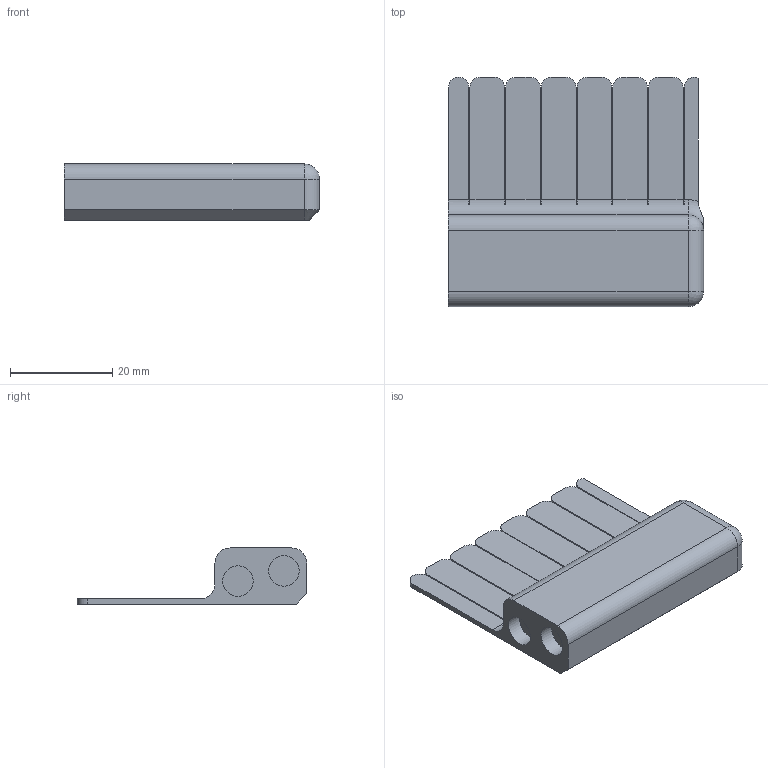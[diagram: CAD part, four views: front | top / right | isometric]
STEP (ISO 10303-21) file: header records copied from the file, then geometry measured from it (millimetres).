
FILE_DESCRIPTION(/* description */ (''),/* implementation_level */ '2;1');
FILE_NAME(/* name */ 'hair-clip.stp',/* time_stamp */ '2024-11-26T13:47:45Z',/* author */ ('iwheard'),/* organization */ (''),/* preprocessor_version */ 'ST-DEVELOPER v19',/* originating_system */ 'Autodesk Inventor 2023',/* authorisation */ '');
FILE_SCHEMA (('AUTOMOTIVE_DESIGN { 1 0 10303 214 3 1 1 }'));
Length unit declared in the file: millimetre
Products named in the file (1): hair-clip
Bounding box: 50 x 45 x 11 mm (x, y, z)
Volume: 10698.5 mm3; surface area: 6007.7 mm2
Topology: 1 solids, 1 shells, 73 faces, 196 edges, 127 vertices
Faces by surface type: plane 46, cylinder 23, sphere 2, cone 1, torus 1
Full cylindrical faces by diameter (mm): 6 x2
Entity records: 2335 total; most frequent: CARTESIAN_POINT 409, DIRECTION 404, ORIENTED_EDGE 392, EDGE_CURVE 196, AXIS2_PLACEMENT_3D 136, LINE 132, VECTOR 132, VERTEX_POINT 127
